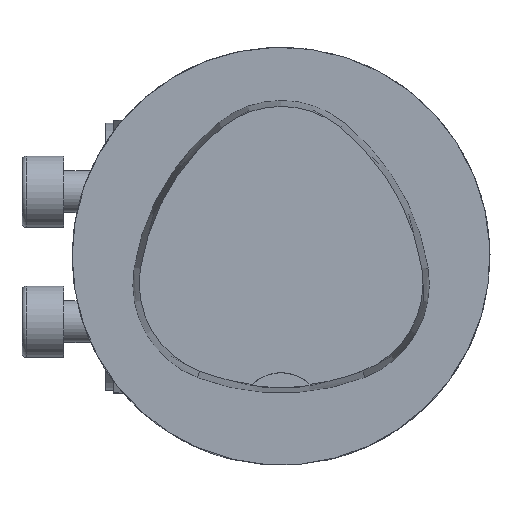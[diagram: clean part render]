
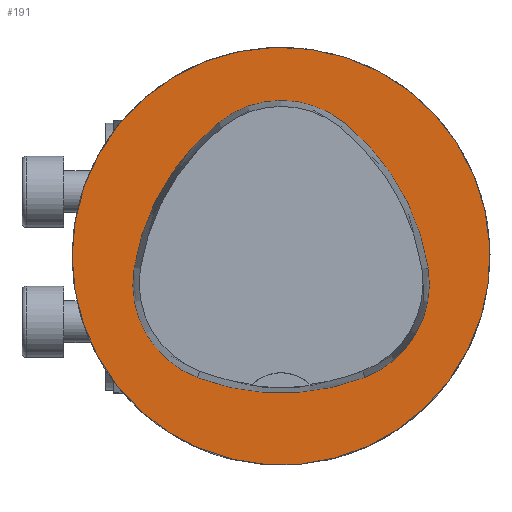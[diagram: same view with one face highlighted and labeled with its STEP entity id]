
A CAD part, top view. The second image highlights one B-rep face of the part: STEP entity #191.
In plain terms, the highlighted planar face has unit normal (0, 0, 1).
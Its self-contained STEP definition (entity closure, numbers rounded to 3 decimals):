
#72=PLANE('',#1246);
#191=ADVANCED_FACE('',(#360,#361),#72,.T.);
#360=FACE_BOUND('',#443,.T.);
#361=FACE_BOUND('',#444,.T.);
#443=EDGE_LOOP('',(#753,#754,#755,#756,#757,#758));
#444=EDGE_LOOP('',(#759));
#753=ORIENTED_EDGE('',*,*,#1033,.T.);
#754=ORIENTED_EDGE('',*,*,#1013,.T.);
#755=ORIENTED_EDGE('',*,*,#1017,.T.);
#756=ORIENTED_EDGE('',*,*,#1020,.T.);
#757=ORIENTED_EDGE('',*,*,#1023,.T.);
#758=ORIENTED_EDGE('',*,*,#1031,.T.);
#759=ORIENTED_EDGE('',*,*,#923,.F.);
#820=VERTEX_POINT('',#1670);
#885=VERTEX_POINT('',#1969);
#886=VERTEX_POINT('',#1970);
#889=VERTEX_POINT('',#1978);
#891=VERTEX_POINT('',#1984);
#893=VERTEX_POINT('',#1990);
#900=VERTEX_POINT('',#2011);
#923=EDGE_CURVE('',#820,#820,#1051,.T.);
#1013=EDGE_CURVE('',#885,#886,#1077,.T.);
#1017=EDGE_CURVE('',#886,#889,#1079,.T.);
#1020=EDGE_CURVE('',#889,#891,#1081,.T.);
#1023=EDGE_CURVE('',#891,#893,#1083,.T.);
#1031=EDGE_CURVE('',#893,#900,#1087,.T.);
#1033=EDGE_CURVE('',#900,#885,#1089,.T.);
#1051=CIRCLE('',#1137,25.);
#1077=CIRCLE('',#1224,28.);
#1079=CIRCLE('',#1227,12.);
#1081=CIRCLE('',#1230,28.);
#1083=CIRCLE('',#1233,12.);
#1087=CIRCLE('',#1238,28.);
#1089=CIRCLE('',#1241,12.);
#1137=AXIS2_PLACEMENT_3D('',#1669,#1296,#1297);
#1224=AXIS2_PLACEMENT_3D('',#1968,#1497,#1498);
#1227=AXIS2_PLACEMENT_3D('',#1977,#1505,#1506);
#1230=AXIS2_PLACEMENT_3D('',#1983,#1512,#1513);
#1233=AXIS2_PLACEMENT_3D('',#1989,#1519,#1520);
#1238=AXIS2_PLACEMENT_3D('',#2012,#1531,#1532);
#1241=AXIS2_PLACEMENT_3D('',#2015,#1537,#1538);
#1246=AXIS2_PLACEMENT_3D('',#2020,#1547,#1548);
#1296=DIRECTION('',(0.,0.,-1.));
#1297=DIRECTION('',(-1.,0.,0.));
#1497=DIRECTION('',(0.,0.,-1.));
#1498=DIRECTION('',(-1.,0.,0.));
#1505=DIRECTION('',(0.,0.,-1.));
#1506=DIRECTION('',(-1.,0.,0.));
#1512=DIRECTION('',(0.,0.,-1.));
#1513=DIRECTION('',(-1.,0.,0.));
#1519=DIRECTION('',(0.,0.,-1.));
#1520=DIRECTION('',(-1.,0.,0.));
#1531=DIRECTION('',(0.,0.,-1.));
#1532=DIRECTION('',(-1.,0.,0.));
#1537=DIRECTION('',(0.,0.,-1.));
#1538=DIRECTION('',(-1.,0.,0.));
#1547=DIRECTION('',(0.,0.,1.));
#1548=DIRECTION('',(1.,0.,0.));
#1669=CARTESIAN_POINT('',(0.,0.,0.));
#1670=CARTESIAN_POINT('',(-25.,-0.004,0.));
#1968=CARTESIAN_POINT('',(10.069,-5.823,0.));
#1969=CARTESIAN_POINT('',(-17.584,-1.427,0.));
#1970=CARTESIAN_POINT('',(-7.534,15.952,0.));
#1977=CARTESIAN_POINT('',(0.01,6.62,0.));
#1978=CARTESIAN_POINT('',(7.564,15.944,0.));
#1983=CARTESIAN_POINT('',(-10.062,-5.812,0.));
#1984=CARTESIAN_POINT('',(17.59,-1.415,0.));
#1989=CARTESIAN_POINT('',(5.739,-3.299,0.));
#1990=CARTESIAN_POINT('',(10.053,-14.497,0.));
#2011=CARTESIAN_POINT('',(-10.023,-14.518,0.));
#2012=CARTESIAN_POINT('',(-0.012,11.631,0.));
#2015=CARTESIAN_POINT('',(-5.733,-3.311,0.));
#2020=CARTESIAN_POINT('',(0.,0.,0.));
